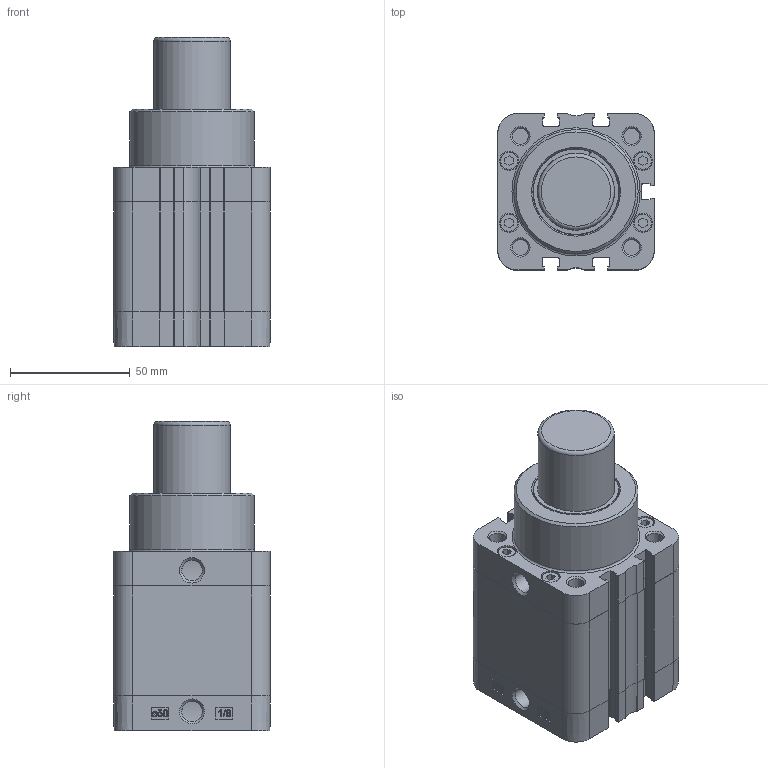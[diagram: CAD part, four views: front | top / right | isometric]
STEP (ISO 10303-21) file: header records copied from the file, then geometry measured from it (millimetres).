
FILE_DESCRIPTION (( 'STEP AP214' ), '1' );
FILE_NAME ('NYSE-050-030-280_Airtec.step', '2018-12-11T09:16:15', ( '' ), ( '' ), 'SwSTEP 2.0', 'SolidWorks 2010', '' );
FILE_SCHEMA (( 'AUTOMOTIVE_DESIGN' ));
Length unit declared in the file: millimetre
Products named in the file (3): NYSE-050-030-50_Airtec_NYSE-050-030-50_Airtec; 26-NYSE-050-030-07_Airtec_26-NYSE-050-030-07_Airtec; NYSE-050-030-280_Airtec
Assembly tree (2 placements, depth 2):
  NYSE-050-030-280_Airtec
    26-NYSE-050-030-07_Airtec_26-NYSE-050-030-07_Airtec
    NYSE-050-030-50_Airtec_NYSE-050-030-50_Airtec
Bounding box: 65.5 x 65.5 x 129.3 mm (x, y, z)
Volume: 283041.3 mm3; surface area: 62577.6 mm2
Topology: 2 solids, 10 shells, 634 faces, 1541 edges, 975 vertices
Faces by surface type: plane 324, cylinder 189, bspline 58, cone 32, torus 31
Full cylindrical faces by diameter (mm): 5.2 x4, 5.9 x4, 6.647 x5, 7.5 x8, 7.7 x4, 8 x4, 8.566 x2, 10.5 x4, 12 x1, 16 x1, 32 x2, 50 x1, 52 x1
Entity records: 19852 total; most frequent: CARTESIAN_POINT 4496, ORIENTED_EDGE 2866, DIRECTION 2847, EDGE_CURVE 1433, AXIS2_PLACEMENT_3D 991, VERTEX_POINT 952, VECTOR 865, LINE 865
